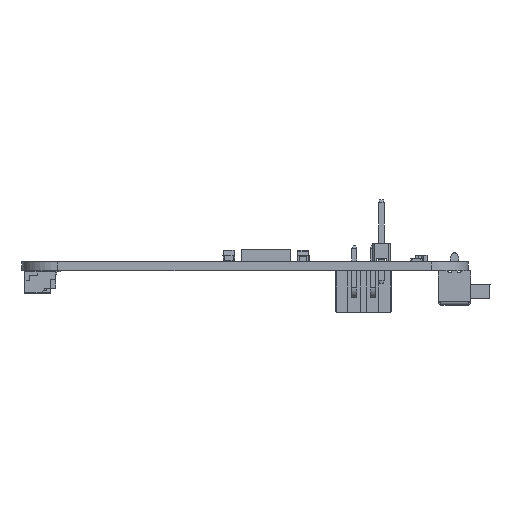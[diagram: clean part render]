
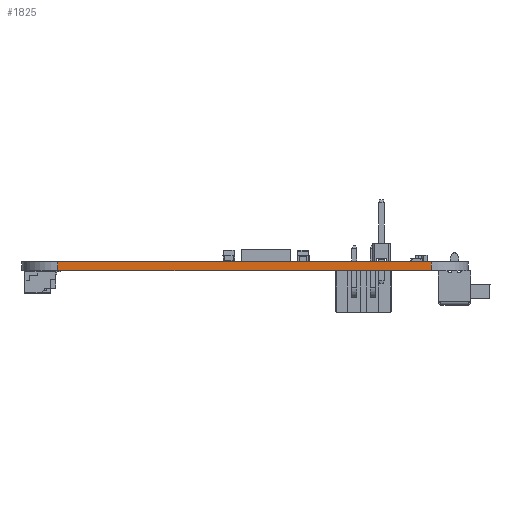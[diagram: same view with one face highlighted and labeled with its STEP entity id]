
A CAD part, left-side view. The second image highlights one B-rep face of the part: STEP entity #1825.
In plain terms, the highlighted planar face has unit normal (-1, 0, 0).
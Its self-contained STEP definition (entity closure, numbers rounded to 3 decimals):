
#1798 = VERTEX_POINT('',#1799);
#1799 = CARTESIAN_POINT('',(-0.331,1.397,0.));
#1806 = EDGE_CURVE('',#1807,#1798,#1809,.T.);
#1807 = VERTEX_POINT('',#1808);
#1808 = CARTESIAN_POINT('',(-0.331,1.397,-1.2)
  );
#1809 = LINE('',#1810,#1811);
#1810 = CARTESIAN_POINT('',(-0.331,1.397,-1.2)
  );
#1811 = VECTOR('',#1812,1.);
#1812 = DIRECTION('',(0.,0.,1.));
#1825 = ADVANCED_FACE('',(#1826),#1851,.F.);
#1826 = FACE_BOUND('',#1827,.F.);
#1827 = EDGE_LOOP('',(#1828,#1829,#1837,#1845));
#1828 = ORIENTED_EDGE('',*,*,#1806,.T.);
#1829 = ORIENTED_EDGE('',*,*,#1830,.T.);
#1830 = EDGE_CURVE('',#1798,#1831,#1833,.T.);
#1831 = VERTEX_POINT('',#1832);
#1832 = CARTESIAN_POINT('',(-0.331,-49.657,0.));
#1833 = LINE('',#1834,#1835);
#1834 = CARTESIAN_POINT('',(-0.331,1.397,0.));
#1835 = VECTOR('',#1836,1.);
#1836 = DIRECTION('',(0.,-1.,0.));
#1837 = ORIENTED_EDGE('',*,*,#1838,.F.);
#1838 = EDGE_CURVE('',#1839,#1831,#1841,.T.);
#1839 = VERTEX_POINT('',#1840);
#1840 = CARTESIAN_POINT('',(-0.331,-49.657,-1.2)
  );
#1841 = LINE('',#1842,#1843);
#1842 = CARTESIAN_POINT('',(-0.331,-49.657,-1.2)
  );
#1843 = VECTOR('',#1844,1.);
#1844 = DIRECTION('',(0.,0.,1.));
#1845 = ORIENTED_EDGE('',*,*,#1846,.F.);
#1846 = EDGE_CURVE('',#1807,#1839,#1847,.T.);
#1847 = LINE('',#1848,#1849);
#1848 = CARTESIAN_POINT('',(-0.331,1.397,-1.2)
  );
#1849 = VECTOR('',#1850,1.);
#1850 = DIRECTION('',(0.,-1.,0.));
#1851 = PLANE('',#1852);
#1852 = AXIS2_PLACEMENT_3D('',#1853,#1854,#1855);
#1853 = CARTESIAN_POINT('',(-0.331,1.397,-1.2)
  );
#1854 = DIRECTION('',(1.,0.,0.));
#1855 = DIRECTION('',(0.,-1.,0.));
